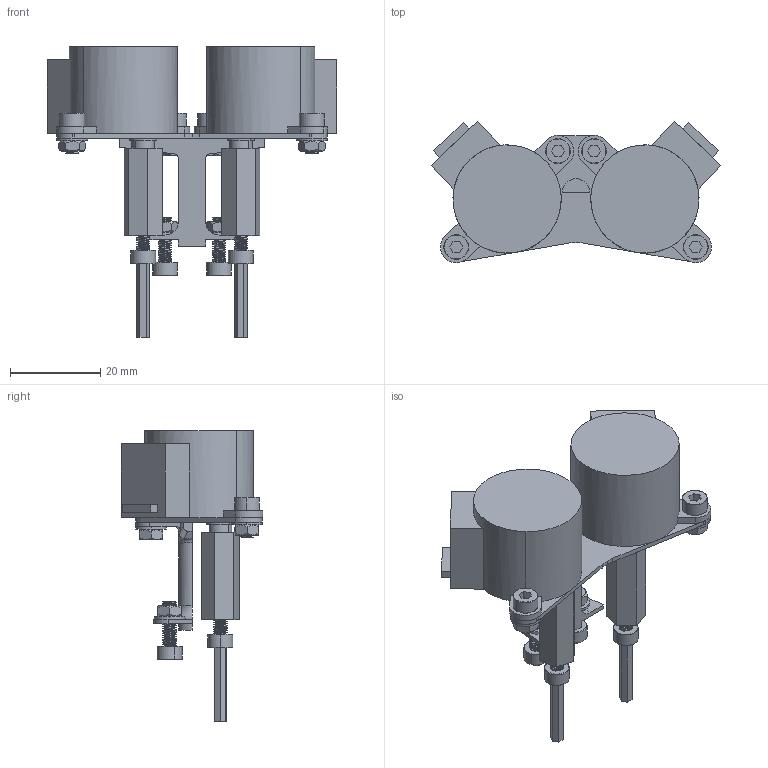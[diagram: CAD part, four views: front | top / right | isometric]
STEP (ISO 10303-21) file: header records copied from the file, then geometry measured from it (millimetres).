
FILE_DESCRIPTION (( 'STEP AP214' ), '1' );
FILE_NAME ('Koruza key drive system.STEP', '2015-03-31T19:07:32', ( '' ), ( '' ), 'SwSTEP 2.0', 'SolidWorks 2014', '' );
FILE_SCHEMA (( 'AUTOMOTIVE_DESIGN' ));
Length unit declared in the file: millimetre
Products named in the file (10): Bridge; M3x6 DIN 912_M3x6; M3 Nut; Koruza key drive system; M3 Washer; Imbus; Fixation plate; M3x10 Screw DIN 912_M3x10; Shaft; Motor-24BYJ48
Assembly tree (30 placements, depth 2):
  Koruza key drive system
    Imbus  x2
    M3x10 Screw DIN 912_M3x10  x4
    M3 Nut  x8
    Motor-24BYJ48  x2
    Shaft  x2
    Fixation plate
    M3 Washer  x6
    M3x6 DIN 912_M3x6  x4
    Bridge
Bounding box: 64.21 x 31.37 x 64.5 mm (x, y, z)
Volume: 25149.7 mm3; surface area: 14804.5 mm2
Topology: 30 solids, 30 shells, 806 faces, 2068 edges, 1354 vertices
Faces by surface type: cylinder 405, plane 301, cone 40, torus 38, bspline 22
Entity records: 12471 total; most frequent: CARTESIAN_POINT 5177, ORIENTED_EDGE 1478, DIRECTION 1371, EDGE_CURVE 739, AXIS2_PLACEMENT_3D 503, VERTEX_POINT 486, VECTOR 365, LINE 365
